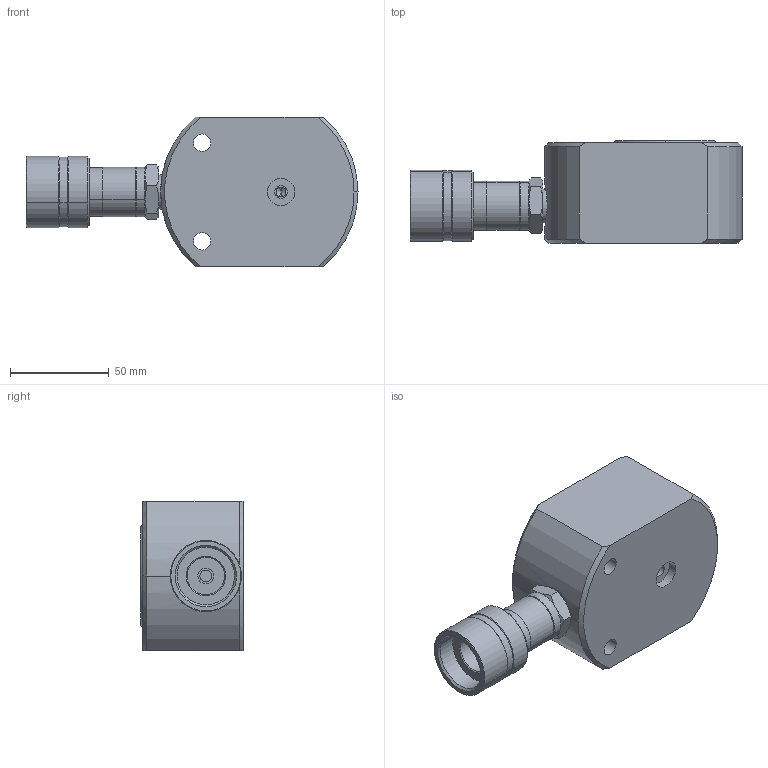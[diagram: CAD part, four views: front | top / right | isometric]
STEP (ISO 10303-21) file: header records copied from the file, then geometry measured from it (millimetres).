
FILE_DESCRIPTION (( 'STEP AP203' ), '1' );
FILE_NAME ('HPS200.STEP', '2016-12-16T11:24:36', ( '' ), ( '' ), 'SwSTEP 2.0', 'SolidWorks 2016', '' );
FILE_SCHEMA (( 'CONFIG_CONTROL_DESIGN' ));
Length unit declared in the file: millimetre
Products named in the file (6): PRC060FA002_PRC060FA001; SRC051WF003; CF1; CF1 PLUS BPC030PP001; HPS200; CBC###F#00#_CBC060FA001
Assembly tree (5 placements, depth 3):
  HPS200
    CBC###F#00#_CBC060FA001
    PRC060FA002_PRC060FA001
    SRC051WF003
    CF1 PLUS BPC030PP001
      CF1
Bounding box: 168.26 x 52 x 76 mm (x, y, z)
Volume: 343996.6 mm3; surface area: 78492.4 mm2
Topology: 4 solids, 4 shells, 214 faces, 471 edges, 289 vertices
Faces by surface type: cylinder 87, cone 60, plane 55, torus 12
Entity records: 6830 total; most frequent: CARTESIAN_POINT 1378, DIRECTION 1115, ORIENTED_EDGE 930, AXIS2_PLACEMENT_3D 479, EDGE_CURVE 465, VERTEX_POINT 289, CIRCLE 256, EDGE_LOOP 254
